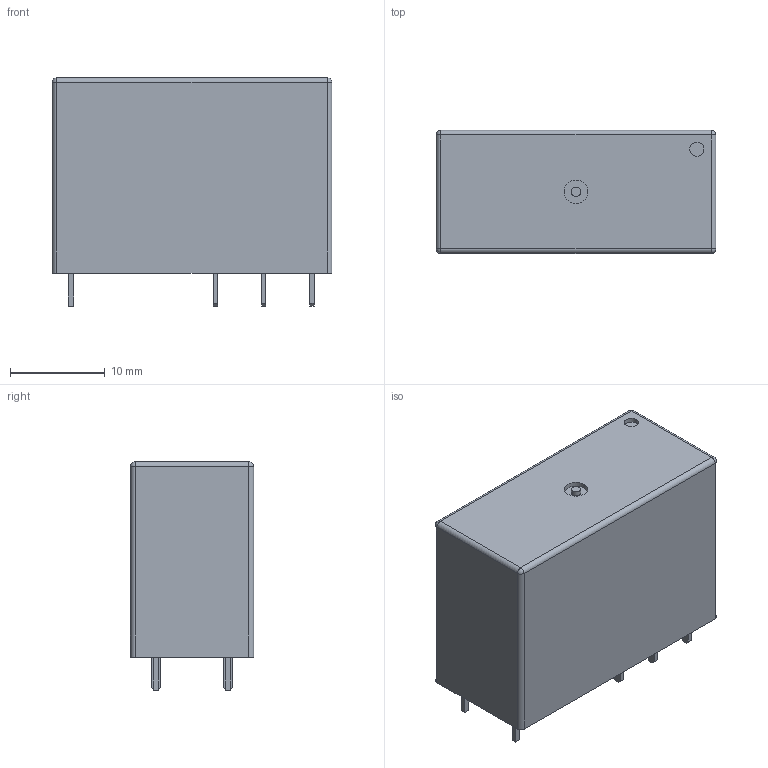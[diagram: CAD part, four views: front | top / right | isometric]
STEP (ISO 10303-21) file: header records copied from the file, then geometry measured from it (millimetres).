
FILE_DESCRIPTION (( 'STEP AP214' ), '1' );
FILE_NAME ('RELAY-TH_SMIH-09VDC-SL-C.step', '2022-07-09T14:10:05', ( '' ), ( '' ), 'SwSTEP 2.0', 'SolidWorks 2020', '' );
FILE_SCHEMA (( 'AUTOMOTIVE_DESIGN' ));
Length unit declared in the file: millimetre
Products named in the file (1): RELAY-TH_SMIH-09VDC-SL-C
Bounding box: 29.5 x 13.01 x 24.1 mm (x, y, z)
Volume: 7730.2 mm3; surface area: 2616.2 mm2
Topology: 1 solids, 1 shells, 366 faces, 970 edges, 640 vertices
Faces by surface type: plane 236, bspline 112, cylinder 14, sphere 4
Entity records: 15984 total; most frequent: CARTESIAN_POINT 3693, ORIENTED_EDGE 1932, DIRECTION 1233, EDGE_CURVE 966, LINE 667, VECTOR 667, VERTEX_POINT 640, EDGE_LOOP 404
